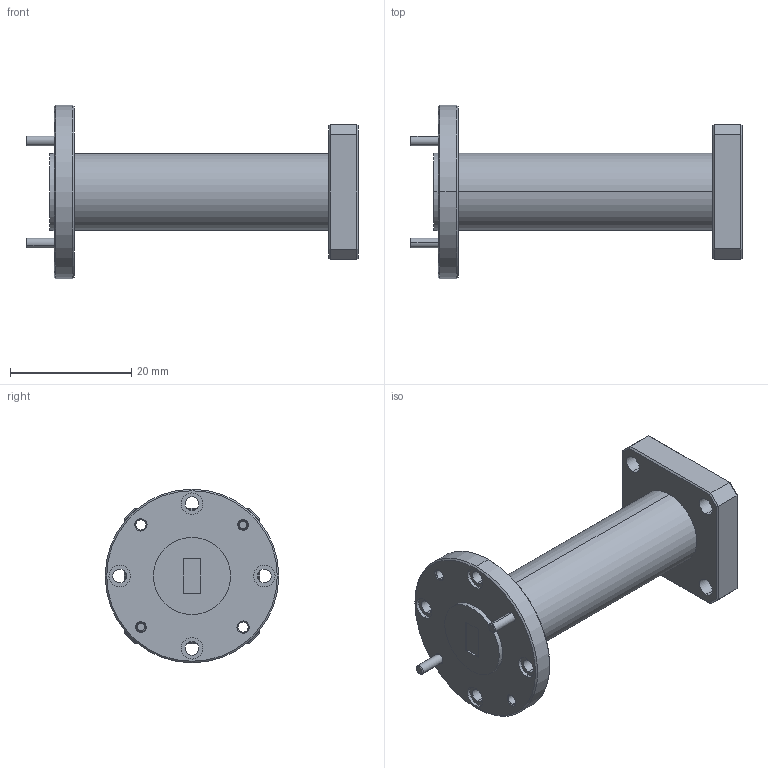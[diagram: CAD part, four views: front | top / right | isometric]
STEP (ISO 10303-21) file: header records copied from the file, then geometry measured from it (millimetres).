
FILE_DESCRIPTION (( 'STEP AP203' ), '1' );
FILE_NAME ('SWT-3422-LB.STEP', '2021-06-03T16:11:39', ( '' ), ( '' ), 'SwSTEP 2.0', 'SolidWorks 2021', '' );
FILE_SCHEMA (( 'CONFIG_CONTROL_DESIGN' ));
Length unit declared in the file: inch
Products named in the file (1): SWT-3422-LB
Bounding box: 54.67 x 28.57 x 28.57 mm (x, y, z)
Volume: 9685.6 mm3; surface area: 4713.2 mm2
Topology: 3 solids, 3 shells, 109 faces, 246 edges, 152 vertices
Faces by surface type: plane 47, cylinder 42, cone 20
Entity records: 3159 total; most frequent: DIRECTION 570, CARTESIAN_POINT 508, ORIENTED_EDGE 492, EDGE_CURVE 246, AXIS2_PLACEMENT_3D 214, VERTEX_POINT 152, VECTOR 142, EDGE_LOOP 142
